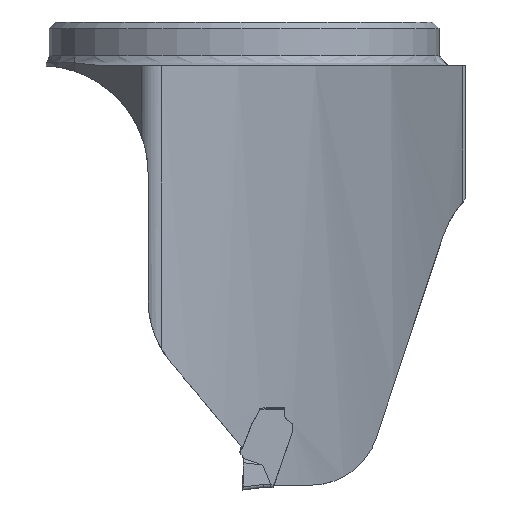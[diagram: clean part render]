
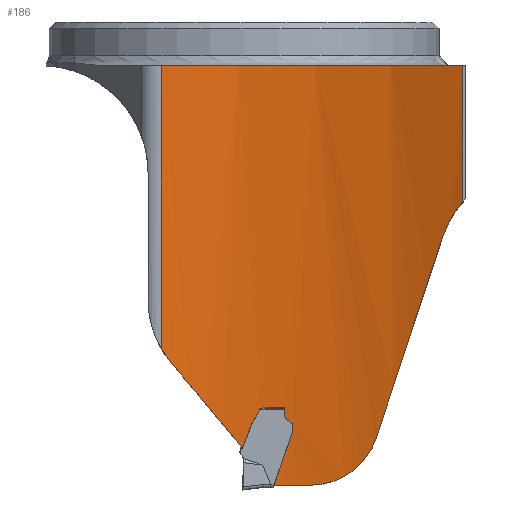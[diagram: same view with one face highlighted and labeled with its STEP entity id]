
A CAD part, left-side view. The second image highlights one B-rep face of the part: STEP entity #186.
In plain terms, the highlighted cylindrical face has radius 50.35 mm (diameter 100.7 mm), a partial arc.
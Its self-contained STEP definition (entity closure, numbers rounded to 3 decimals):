
#186=ADVANCED_FACE('CL_R_SU1',(#283),#256,.F.);
#256=CYLINDRICAL_SURFACE('',#1530,50.35);
#283=FACE_OUTER_BOUND('',#332,.T.);
#332=EDGE_LOOP('',(#586,#587,#588,#589,#590,#591,#592,#593,#594,#595,#596,
#597,#598));
#428=CIRCLE('',#1526,50.35);
#429=CIRCLE('',#1528,50.35);
#464=ELLIPSE('',#1527,78.331,50.35);
#465=ELLIPSE('',#1529,160.13,50.35);
#486=B_SPLINE_CURVE_WITH_KNOTS('',3,(#2028,#2029,#2030,#2031),
 .UNSPECIFIED.,.F.,.F.,(4,4),(0.,1.),.UNSPECIFIED.);
#487=B_SPLINE_CURVE_WITH_KNOTS('',3,(#2040,#2041,#2042,#2043),
 .UNSPECIFIED.,.F.,.F.,(4,4),(0.,1.),.UNSPECIFIED.);
#488=B_SPLINE_CURVE_WITH_KNOTS('',3,(#2047,#2048,#2049,#2050),
 .UNSPECIFIED.,.F.,.F.,(4,4),(0.,1.),.UNSPECIFIED.);
#489=B_SPLINE_CURVE_WITH_KNOTS('',3,(#2052,#2053,#2054,#2055,#2056,#2057,
#2058,#2059,#2060,#2061,#2062,#2063,#2064,#2065,#2066,#2067,#2068,#2069,
#2070),.UNSPECIFIED.,.F.,.F.,(4,3,3,3,3,3,4),(0.,0.387,0.767,
0.907,0.971,0.992,1.),.UNSPECIFIED.);
#490=B_SPLINE_CURVE_WITH_KNOTS('',3,(#2072,#2073,#2074,#2075,#2076,#2077,
#2078),.UNSPECIFIED.,.F.,.F.,(4,3,4),(0.,0.469,1.),
 .UNSPECIFIED.);
#491=B_SPLINE_CURVE_WITH_KNOTS('',3,(#2080,#2081,#2082,#2083,#2084,#2085,
#2086,#2087,#2088,#2089,#2090,#2091,#2092,#2093),.UNSPECIFIED.,.F.,.F.,
(4,2,2,2,2,2,4),(0.,0.062,0.125,0.187,
0.25,0.5,1.),.UNSPECIFIED.);
#492=B_SPLINE_CURVE_WITH_KNOTS('',3,(#2097,#2098,#2099,#2100),
 .UNSPECIFIED.,.F.,.F.,(4,4),(0.,1.),.UNSPECIFIED.);
#586=ORIENTED_EDGE('',*,*,#1140,.F.);
#587=ORIENTED_EDGE('',*,*,#1141,.F.);
#588=ORIENTED_EDGE('',*,*,#1142,.T.);
#589=ORIENTED_EDGE('',*,*,#1143,.F.);
#590=ORIENTED_EDGE('',*,*,#1144,.T.);
#591=ORIENTED_EDGE('',*,*,#1145,.T.);
#592=ORIENTED_EDGE('',*,*,#1146,.T.);
#593=ORIENTED_EDGE('',*,*,#1147,.T.);
#594=ORIENTED_EDGE('',*,*,#1148,.T.);
#595=ORIENTED_EDGE('',*,*,#1149,.T.);
#596=ORIENTED_EDGE('',*,*,#1150,.T.);
#597=ORIENTED_EDGE('',*,*,#1151,.F.);
#598=ORIENTED_EDGE('',*,*,#1152,.F.);
#988=VERTEX_POINT('',#2032);
#989=VERTEX_POINT('',#2033);
#990=VERTEX_POINT('',#2035);
#991=VERTEX_POINT('',#2037);
#992=VERTEX_POINT('',#2039);
#993=VERTEX_POINT('',#2044);
#994=VERTEX_POINT('',#2046);
#995=VERTEX_POINT('',#2051);
#996=VERTEX_POINT('',#2071);
#997=VERTEX_POINT('',#2079);
#998=VERTEX_POINT('',#2094);
#999=VERTEX_POINT('',#2096);
#1000=VERTEX_POINT('',#2101);
#1140=EDGE_CURVE('',#988,#989,#486,.T.);
#1141=EDGE_CURVE('',#990,#988,#1330,.T.);
#1142=EDGE_CURVE('',#990,#991,#428,.T.);
#1143=EDGE_CURVE('',#992,#991,#1331,.T.);
#1144=EDGE_CURVE('',#992,#993,#487,.T.);
#1145=EDGE_CURVE('',#993,#994,#464,.T.);
#1146=EDGE_CURVE('',#994,#995,#488,.T.);
#1147=EDGE_CURVE('',#995,#996,#489,.T.);
#1148=EDGE_CURVE('',#996,#997,#490,.T.);
#1149=EDGE_CURVE('',#997,#998,#491,.T.);
#1150=EDGE_CURVE('',#998,#999,#429,.T.);
#1151=EDGE_CURVE('',#1000,#999,#492,.T.);
#1152=EDGE_CURVE('',#989,#1000,#465,.T.);
#1330=LINE('',#2034,#1385);
#1331=LINE('',#2038,#1386);
#1385=VECTOR('',#1662,1.);
#1386=VECTOR('',#1665,1.);
#1526=AXIS2_PLACEMENT_3D('',#2036,#1663,#1664);
#1527=AXIS2_PLACEMENT_3D('',#2045,#1666,#1667);
#1528=AXIS2_PLACEMENT_3D('',#2095,#1668,#1669);
#1529=AXIS2_PLACEMENT_3D('',#2102,#1670,#1671);
#1530=AXIS2_PLACEMENT_3D('',#2103,#1672,#1673);
#1662=DIRECTION('',(0.,0.,-1.));
#1663=DIRECTION('',(0.,0.,1.));
#1664=DIRECTION('',(-1.,0.,0.));
#1665=DIRECTION('',(0.,0.,1.));
#1666=DIRECTION('',(0.,0.766,-0.643));
#1667=DIRECTION('',(0.,-0.643,-0.766));
#1668=DIRECTION('',(0.,0.,-1.));
#1669=DIRECTION('',(-1.,0.,0.));
#1670=DIRECTION('',(0.,0.949,0.314));
#1671=DIRECTION('',(0.,0.314,-0.949));
#1672=DIRECTION('',(0.,0.,-1.));
#1673=DIRECTION('',(-1.,0.,0.));
#2028=CARTESIAN_POINT('',(-27.461,-22.407,-18.487));
#2029=CARTESIAN_POINT('',(-27.022,-21.53,-19.49));
#2030=CARTESIAN_POINT('',(-26.709,-20.841,-20.673));
#2031=CARTESIAN_POINT('',(-26.514,-20.404,-21.993));
#2032=CARTESIAN_POINT('',(-27.461,-22.407,-18.487));
#2033=CARTESIAN_POINT('',(-26.514,-20.404,-21.993));
#2034=CARTESIAN_POINT('',(-27.461,-22.407,63.76));
#2035=CARTESIAN_POINT('',(-27.461,-22.407,-4.475));
#2036=CARTESIAN_POINT('',(-72.5,0.1,-4.475));
#2037=CARTESIAN_POINT('',(-22.857,8.507,-4.475));
#2038=CARTESIAN_POINT('',(-22.857,8.507,-110.675));
#2039=CARTESIAN_POINT('',(-22.857,8.507,-33.492));
#2040=CARTESIAN_POINT('',(-22.857,8.507,-33.492));
#2041=CARTESIAN_POINT('',(-22.808,8.217,-33.994));
#2042=CARTESIAN_POINT('',(-22.754,7.884,-34.471));
#2043=CARTESIAN_POINT('',(-22.698,7.506,-34.922));
#2044=CARTESIAN_POINT('',(-22.698,7.506,-34.922));
#2045=CARTESIAN_POINT('',(-72.5,0.1,-43.748));
#2046=CARTESIAN_POINT('',(-22.15,0.278,-43.536));
#2047=CARTESIAN_POINT('',(-22.15,0.278,-43.536));
#2048=CARTESIAN_POINT('',(-22.15,0.217,-43.529));
#2049=CARTESIAN_POINT('',(-22.15,0.157,-43.521));
#2050=CARTESIAN_POINT('',(-22.15,0.096,-43.514));
#2051=CARTESIAN_POINT('',(-22.15,0.096,-43.514));
#2052=CARTESIAN_POINT('',(-22.15,0.096,-43.514));
#2053=CARTESIAN_POINT('',(-22.15,-0.102,-42.996));
#2054=CARTESIAN_POINT('',(-22.151,-0.3,-42.477));
#2055=CARTESIAN_POINT('',(-22.154,-0.498,-41.959));
#2056=CARTESIAN_POINT('',(-22.156,-0.691,-41.452));
#2057=CARTESIAN_POINT('',(-22.16,-0.942,-40.967));
#2058=CARTESIAN_POINT('',(-22.167,-1.208,-40.494));
#2059=CARTESIAN_POINT('',(-22.17,-1.306,-40.32));
#2060=CARTESIAN_POINT('',(-22.172,-1.404,-40.147));
#2061=CARTESIAN_POINT('',(-22.175,-1.502,-39.973));
#2062=CARTESIAN_POINT('',(-22.177,-1.547,-39.892));
#2063=CARTESIAN_POINT('',(-22.179,-1.608,-39.815));
#2064=CARTESIAN_POINT('',(-22.18,-1.624,-39.724));
#2065=CARTESIAN_POINT('',(-22.18,-1.629,-39.695));
#2066=CARTESIAN_POINT('',(-22.18,-1.63,-39.664));
#2067=CARTESIAN_POINT('',(-22.18,-1.625,-39.635));
#2068=CARTESIAN_POINT('',(-22.179,-1.623,-39.623));
#2069=CARTESIAN_POINT('',(-22.179,-1.62,-39.611));
#2070=CARTESIAN_POINT('',(-22.179,-1.617,-39.599));
#2071=CARTESIAN_POINT('',(-22.179,-1.617,-39.599));
#2072=CARTESIAN_POINT('',(-22.179,-1.617,-39.599));
#2073=CARTESIAN_POINT('',(-22.193,-2.013,-39.595));
#2074=CARTESIAN_POINT('',(-22.211,-2.409,-39.59));
#2075=CARTESIAN_POINT('',(-22.234,-2.805,-39.583));
#2076=CARTESIAN_POINT('',(-22.26,-3.253,-39.576));
#2077=CARTESIAN_POINT('',(-22.292,-3.702,-39.567));
#2078=CARTESIAN_POINT('',(-22.33,-4.15,-39.556));
#2079=CARTESIAN_POINT('',(-22.33,-4.15,-39.556));
#2080=CARTESIAN_POINT('',(-22.33,-4.15,-39.556));
#2081=CARTESIAN_POINT('',(-22.33,-4.15,-39.722));
#2082=CARTESIAN_POINT('',(-22.33,-4.15,-39.888));
#2083=CARTESIAN_POINT('',(-22.33,-4.15,-40.22));
#2084=CARTESIAN_POINT('',(-22.328,-4.132,-40.385));
#2085=CARTESIAN_POINT('',(-22.344,-4.317,-40.721));
#2086=CARTESIAN_POINT('',(-22.366,-4.566,-40.892));
#2087=CARTESIAN_POINT('',(-22.406,-4.972,-41.233));
#2088=CARTESIAN_POINT('',(-22.409,-5.,-41.399));
#2089=CARTESIAN_POINT('',(-22.409,-5.,-42.229));
#2090=CARTESIAN_POINT('',(-22.376,-4.67,-42.886));
#2091=CARTESIAN_POINT('',(-22.314,-3.987,-44.863));
#2092=CARTESIAN_POINT('',(-22.279,-3.532,-46.182));
#2093=CARTESIAN_POINT('',(-22.25,-3.076,-47.5));
#2094=CARTESIAN_POINT('',(-22.25,-3.076,-47.5));
#2095=CARTESIAN_POINT('',(-72.5,0.1,-47.5));
#2096=CARTESIAN_POINT('',(-22.639,-6.9,-47.5));
#2097=CARTESIAN_POINT('',(-24.034,-13.545,-42.701));
#2098=CARTESIAN_POINT('',(-23.771,-12.611,-45.522));
#2099=CARTESIAN_POINT('',(-23.054,-9.853,-47.5));
#2100=CARTESIAN_POINT('',(-22.639,-6.9,-47.5));
#2101=CARTESIAN_POINT('',(-24.034,-13.545,-42.701));
#2102=CARTESIAN_POINT('',(-72.5,0.1,-83.896));
#2103=CARTESIAN_POINT('',(-72.5,0.1,63.76));
